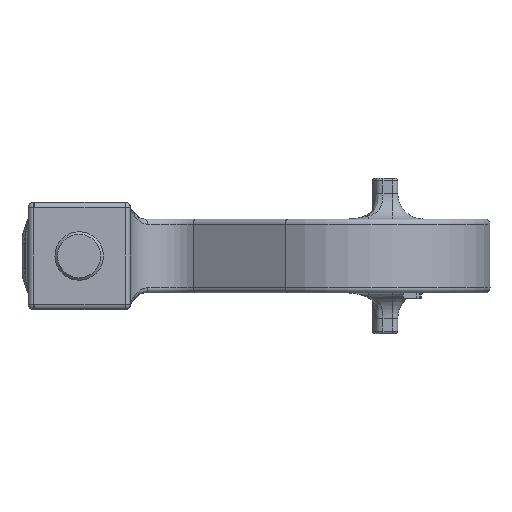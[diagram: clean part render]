
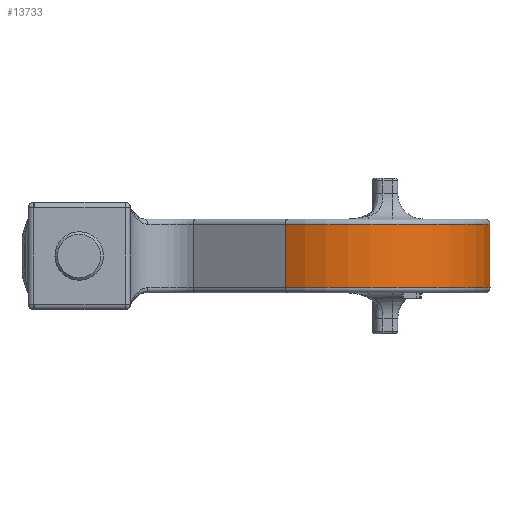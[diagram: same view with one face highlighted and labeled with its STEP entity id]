
A CAD part, front view. The second image highlights one B-rep face of the part: STEP entity #13733.
In plain terms, the highlighted cylindrical face has radius 26 mm (diameter 52 mm), a partial arc.
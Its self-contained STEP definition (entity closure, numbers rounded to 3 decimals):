
#2383=LINE('',#26935,#3376);
#2386=LINE('',#26943,#3379);
#3376=VECTOR('',#17387,10.);
#3379=VECTOR('',#17394,10.);
#3496=CYLINDRICAL_SURFACE('',#14639,26.);
#4259=FACE_OUTER_BOUND('',#5099,.T.);
#5099=EDGE_LOOP('',(#12723,#12724,#12725,#12726));
#5516=CIRCLE('',#14620,26.);
#5527=CIRCLE('',#14640,26.);
#6809=VERTEX_POINT('',#26502);
#6810=VERTEX_POINT('',#26506);
#6824=VERTEX_POINT('',#26934);
#6827=VERTEX_POINT('',#26942);
#8801=EDGE_CURVE('',#6809,#6810,#5516,.T.);
#8828=EDGE_CURVE('',#6824,#6810,#2383,.T.);
#8832=EDGE_CURVE('',#6809,#6827,#2386,.T.);
#8833=EDGE_CURVE('',#6824,#6827,#5527,.T.);
#12723=ORIENTED_EDGE('',*,*,#8801,.F.);
#12724=ORIENTED_EDGE('',*,*,#8832,.T.);
#12725=ORIENTED_EDGE('',*,*,#8833,.F.);
#12726=ORIENTED_EDGE('',*,*,#8828,.T.);
#13733=ADVANCED_FACE('',(#4259),#3496,.T.);
#14620=AXIS2_PLACEMENT_3D('',#26508,#17346,#17347);
#14639=AXIS2_PLACEMENT_3D('',#26941,#17392,#17393);
#14640=AXIS2_PLACEMENT_3D('',#26944,#17395,#17396);
#17346=DIRECTION('center_axis',(0.,0.,
1.));
#17347=DIRECTION('ref_axis',(1.,0.,0.));
#17387=DIRECTION('',(0.,0.,1.));
#17392=DIRECTION('center_axis',(0.,0.,1.));
#17393=DIRECTION('ref_axis',(-0.545,-0.839,0.));
#17394=DIRECTION('',(0.,0.,-1.));
#17395=DIRECTION('center_axis',(0.,0.,
-1.));
#17396=DIRECTION('ref_axis',(-0.545,-0.839,0.));
#26502=CARTESIAN_POINT('',(40.455,-26.387,6.25));
#26506=CARTESIAN_POINT('',(59.824,20.891,6.25));
#26508=CARTESIAN_POINT('Origin',(54.615,-4.582,6.25));
#26934=CARTESIAN_POINT('',(59.824,20.891,-6.25));
#26935=CARTESIAN_POINT('',(59.824,20.891,0.));
#26941=CARTESIAN_POINT('Origin',(54.615,-4.582,0.));
#26942=CARTESIAN_POINT('',(40.455,-26.387,-6.25));
#26943=CARTESIAN_POINT('',(40.455,-26.387,0.));
#26944=CARTESIAN_POINT('Origin',(54.615,-4.582,-6.25));
